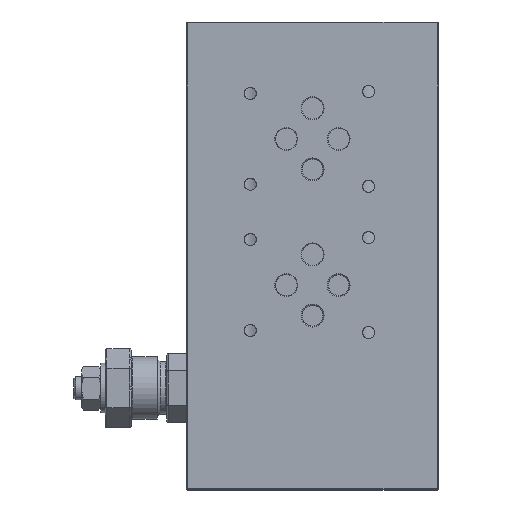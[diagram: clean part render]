
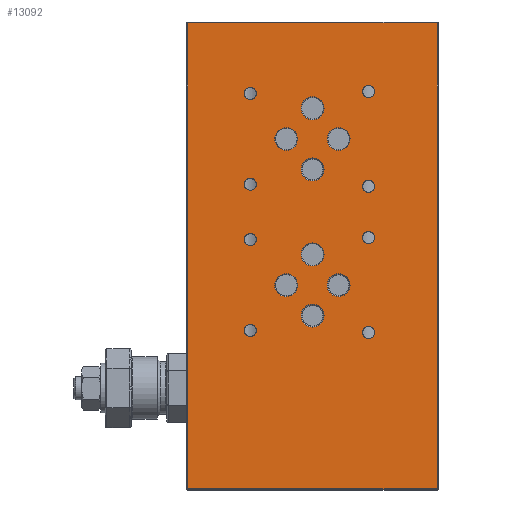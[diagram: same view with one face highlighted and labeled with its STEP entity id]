
A CAD part, top view. The second image highlights one B-rep face of the part: STEP entity #13092.
In plain terms, the highlighted planar face has unit normal (0, 0, 1).
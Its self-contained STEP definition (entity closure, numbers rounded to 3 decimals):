
#8352 = VERTEX_POINT('',#8353);
#8353 = CARTESIAN_POINT('',(988.1,15.052,
    62.));
#8358 = EDGE_CURVE('',#8352,#8352,#8359,.T.);
#8359 = CIRCLE('',#8360,3.92);
#8360 = AXIS2_PLACEMENT_3D('',#8361,#8362,#8363);
#8361 = CARTESIAN_POINT('',(984.18,15.052,
    62.));
#8362 = DIRECTION('',(0.,0.,1.));
#8363 = DIRECTION('',(1.,0.,0.));
#8400 = VERTEX_POINT('',#8401);
#8401 = CARTESIAN_POINT('',(997.027,25.468,
    62.));
#8406 = EDGE_CURVE('',#8400,#8400,#8407,.T.);
#8407 = CIRCLE('',#8408,3.92);
#8408 = AXIS2_PLACEMENT_3D('',#8409,#8410,#8411);
#8409 = CARTESIAN_POINT('',(993.108,25.468,
    62.));
#8410 = DIRECTION('',(0.,0.,1.));
#8411 = DIRECTION('',(1.,0.,0.));
#8474 = VERTEX_POINT('',#8475);
#8475 = CARTESIAN_POINT('',(988.1,65.045,
    62.));
#8480 = EDGE_CURVE('',#8474,#8474,#8481,.T.);
#8481 = CIRCLE('',#8482,3.92);
#8482 = AXIS2_PLACEMENT_3D('',#8483,#8484,#8485);
#8483 = CARTESIAN_POINT('',(984.18,65.045,
    62.));
#8484 = DIRECTION('',(0.,0.,1.));
#8485 = DIRECTION('',(1.,0.,0.));
#8498 = VERTEX_POINT('',#8499);
#8499 = CARTESIAN_POINT('',(979.073,25.468,
    62.));
#8504 = EDGE_CURVE('',#8498,#8498,#8505,.T.);
#8505 = CIRCLE('',#8506,3.92);
#8506 = AXIS2_PLACEMENT_3D('',#8507,#8508,#8509);
#8507 = CARTESIAN_POINT('',(975.154,25.468,
    62.));
#8508 = DIRECTION('',(0.,0.,1.));
#8509 = DIRECTION('',(1.,0.,0.));
#8540 = VERTEX_POINT('',#8541);
#8541 = CARTESIAN_POINT('',(988.1,35.982,
    62.));
#8546 = EDGE_CURVE('',#8540,#8540,#8547,.T.);
#8547 = CIRCLE('',#8548,3.92);
#8548 = AXIS2_PLACEMENT_3D('',#8549,#8550,#8551);
#8549 = CARTESIAN_POINT('',(984.18,35.982,
    62.));
#8550 = DIRECTION('',(0.,0.,1.));
#8551 = DIRECTION('',(1.,0.,0.));
#8564 = VERTEX_POINT('',#8565);
#8565 = CARTESIAN_POINT('',(979.073,75.46,
    62.));
#8570 = EDGE_CURVE('',#8564,#8564,#8571,.T.);
#8571 = CIRCLE('',#8572,3.92);
#8572 = AXIS2_PLACEMENT_3D('',#8573,#8574,#8575);
#8573 = CARTESIAN_POINT('',(975.154,75.46,
    62.));
#8574 = DIRECTION('',(0.,0.,1.));
#8575 = DIRECTION('',(1.,0.,0.));
#8589 = VERTEX_POINT('',#8590);
#8590 = CARTESIAN_POINT('',(997.027,75.46,
    62.));
#8595 = EDGE_CURVE('',#8589,#8589,#8596,.T.);
#8596 = CIRCLE('',#8597,3.92);
#8597 = AXIS2_PLACEMENT_3D('',#8598,#8599,#8600);
#8598 = CARTESIAN_POINT('',(993.108,75.46,
    62.));
#8599 = DIRECTION('',(0.,0.,1.));
#8600 = DIRECTION('',(1.,0.,0.));
#8631 = VERTEX_POINT('',#8632);
#8632 = CARTESIAN_POINT('',(988.1,85.975,
    62.));
#8637 = EDGE_CURVE('',#8631,#8631,#8638,.T.);
#8638 = CIRCLE('',#8639,3.92);
#8639 = AXIS2_PLACEMENT_3D('',#8640,#8641,#8642);
#8640 = CARTESIAN_POINT('',(984.18,85.975,
    62.));
#8641 = DIRECTION('',(0.,0.,1.));
#8642 = DIRECTION('',(1.,0.,0.));
#8926 = VERTEX_POINT('',#8927);
#8927 = CARTESIAN_POINT('',(941.381,115.186,
    62.));
#9001 = VERTEX_POINT('',#9002);
#9002 = CARTESIAN_POINT('',(941.381,-44.214,
    62.));
#9026 = EDGE_CURVE('',#8926,#9001,#9027,.T.);
#9027 = LINE('',#9028,#9029);
#9028 = CARTESIAN_POINT('',(941.381,-44.514,
    62.));
#9029 = VECTOR('',#9030,1.);
#9030 = DIRECTION('',(0.,-1.,0.));
#9048 = VERTEX_POINT('',#9049);
#9049 = CARTESIAN_POINT('',(1026.78,115.186,
    62.));
#9058 = EDGE_CURVE('',#9048,#8926,#9059,.T.);
#9059 = LINE('',#9060,#9061);
#9060 = CARTESIAN_POINT('',(941.081,115.186,
    62.));
#9061 = VECTOR('',#9062,1.);
#9062 = DIRECTION('',(-1.,0.,0.));
#13092 = ADVANCED_FACE('',(#13093,#13096,#13099,#13102,#13105,#13108,
    #13111,#13114,#13117,#13128,#13139,#13150,#13161,#13172,#13183,
    #13194,#13205),#13223,.T.);
#13093 = FACE_BOUND('',#13094,.T.);
#13094 = EDGE_LOOP('',(#13095));
#13095 = ORIENTED_EDGE('',*,*,#8358,.F.);
#13096 = FACE_BOUND('',#13097,.T.);
#13097 = EDGE_LOOP('',(#13098));
#13098 = ORIENTED_EDGE('',*,*,#8406,.F.);
#13099 = FACE_BOUND('',#13100,.T.);
#13100 = EDGE_LOOP('',(#13101));
#13101 = ORIENTED_EDGE('',*,*,#8480,.F.);
#13102 = FACE_BOUND('',#13103,.T.);
#13103 = EDGE_LOOP('',(#13104));
#13104 = ORIENTED_EDGE('',*,*,#8504,.F.);
#13105 = FACE_BOUND('',#13106,.T.);
#13106 = EDGE_LOOP('',(#13107));
#13107 = ORIENTED_EDGE('',*,*,#8546,.F.);
#13108 = FACE_BOUND('',#13109,.T.);
#13109 = EDGE_LOOP('',(#13110));
#13110 = ORIENTED_EDGE('',*,*,#8570,.F.);
#13111 = FACE_BOUND('',#13112,.T.);
#13112 = EDGE_LOOP('',(#13113));
#13113 = ORIENTED_EDGE('',*,*,#8595,.F.);
#13114 = FACE_BOUND('',#13115,.T.);
#13115 = EDGE_LOOP('',(#13116));
#13116 = ORIENTED_EDGE('',*,*,#8637,.F.);
#13117 = FACE_BOUND('',#13118,.T.);
#13118 = EDGE_LOOP('',(#13119));
#13119 = ORIENTED_EDGE('',*,*,#13120,.T.);
#13120 = EDGE_CURVE('',#13121,#13121,#13123,.T.);
#13121 = VERTEX_POINT('',#13122);
#13122 = CARTESIAN_POINT('',(1003.324,93.828,
    62.));
#13123 = CIRCLE('',#13124,2.1);
#13124 = AXIS2_PLACEMENT_3D('',#13125,#13126,#13127);
#13125 = CARTESIAN_POINT('',(1003.324,91.728,
    62.));
#13126 = DIRECTION('',(0.,0.,-1.));
#13127 = DIRECTION('',(0.,1.,0.));
#13128 = FACE_BOUND('',#13129,.T.);
#13129 = EDGE_LOOP('',(#13130));
#13130 = ORIENTED_EDGE('',*,*,#13131,.T.);
#13131 = EDGE_CURVE('',#13132,#13132,#13134,.T.);
#13132 = VERTEX_POINT('',#13133);
#13133 = CARTESIAN_POINT('',(1003.324,61.392,
    62.));
#13134 = CIRCLE('',#13135,2.1);
#13135 = AXIS2_PLACEMENT_3D('',#13136,#13137,#13138);
#13136 = CARTESIAN_POINT('',(1003.324,59.292,
    62.));
#13137 = DIRECTION('',(0.,0.,-1.));
#13138 = DIRECTION('',(0.,1.,0.));
#13139 = FACE_BOUND('',#13140,.T.);
#13140 = EDGE_LOOP('',(#13141));
#13141 = ORIENTED_EDGE('',*,*,#13142,.T.);
#13142 = EDGE_CURVE('',#13143,#13143,#13145,.T.);
#13143 = VERTEX_POINT('',#13144);
#13144 = CARTESIAN_POINT('',(1003.324,43.835,
    62.));
#13145 = CIRCLE('',#13146,2.1);
#13146 = AXIS2_PLACEMENT_3D('',#13147,#13148,#13149);
#13147 = CARTESIAN_POINT('',(1003.324,41.735,
    62.));
#13148 = DIRECTION('',(0.,0.,-1.));
#13149 = DIRECTION('',(0.,1.,0.));
#13150 = FACE_BOUND('',#13151,.T.);
#13151 = EDGE_LOOP('',(#13152));
#13152 = ORIENTED_EDGE('',*,*,#13153,.T.);
#13153 = EDGE_CURVE('',#13154,#13154,#13156,.T.);
#13154 = VERTEX_POINT('',#13155);
#13155 = CARTESIAN_POINT('',(1003.324,11.399,
    62.));
#13156 = CIRCLE('',#13157,2.1);
#13157 = AXIS2_PLACEMENT_3D('',#13158,#13159,#13160);
#13158 = CARTESIAN_POINT('',(1003.324,9.299,
    62.));
#13159 = DIRECTION('',(0.,0.,-1.));
#13160 = DIRECTION('',(0.,1.,0.));
#13161 = FACE_BOUND('',#13162,.T.);
#13162 = EDGE_LOOP('',(#13163));
#13163 = ORIENTED_EDGE('',*,*,#13164,.T.);
#13164 = EDGE_CURVE('',#13165,#13165,#13167,.T.);
#13165 = VERTEX_POINT('',#13166);
#13166 = CARTESIAN_POINT('',(962.854,12.093,
    62.));
#13167 = CIRCLE('',#13168,2.1);
#13168 = AXIS2_PLACEMENT_3D('',#13169,#13170,#13171);
#13169 = CARTESIAN_POINT('',(962.854,9.993,
    62.));
#13170 = DIRECTION('',(0.,0.,-1.));
#13171 = DIRECTION('',(0.,1.,0.));
#13172 = FACE_BOUND('',#13173,.T.);
#13173 = EDGE_LOOP('',(#13174));
#13174 = ORIENTED_EDGE('',*,*,#13175,.T.);
#13175 = EDGE_CURVE('',#13176,#13176,#13178,.T.);
#13176 = VERTEX_POINT('',#13177);
#13177 = CARTESIAN_POINT('',(962.854,93.141,
    62.));
#13178 = CIRCLE('',#13179,2.1);
#13179 = AXIS2_PLACEMENT_3D('',#13180,#13181,#13182);
#13180 = CARTESIAN_POINT('',(962.854,91.041,
    62.));
#13181 = DIRECTION('',(0.,0.,-1.));
#13182 = DIRECTION('',(0.,1.,0.));
#13183 = FACE_BOUND('',#13184,.T.);
#13184 = EDGE_LOOP('',(#13185));
#13185 = ORIENTED_EDGE('',*,*,#13186,.T.);
#13186 = EDGE_CURVE('',#13187,#13187,#13189,.T.);
#13187 = VERTEX_POINT('',#13188);
#13188 = CARTESIAN_POINT('',(962.854,62.086,
    62.));
#13189 = CIRCLE('',#13190,2.1);
#13190 = AXIS2_PLACEMENT_3D('',#13191,#13192,#13193);
#13191 = CARTESIAN_POINT('',(962.854,59.986,
    62.));
#13192 = DIRECTION('',(0.,0.,-1.));
#13193 = DIRECTION('',(0.,1.,0.));
#13194 = FACE_BOUND('',#13195,.T.);
#13195 = EDGE_LOOP('',(#13196));
#13196 = ORIENTED_EDGE('',*,*,#13197,.T.);
#13197 = EDGE_CURVE('',#13198,#13198,#13200,.T.);
#13198 = VERTEX_POINT('',#13199);
#13199 = CARTESIAN_POINT('',(962.854,43.141,
    62.));
#13200 = CIRCLE('',#13201,2.1);
#13201 = AXIS2_PLACEMENT_3D('',#13202,#13203,#13204);
#13202 = CARTESIAN_POINT('',(962.854,41.041,
    62.));
#13203 = DIRECTION('',(0.,0.,-1.));
#13204 = DIRECTION('',(0.,1.,0.));
#13205 = FACE_BOUND('',#13206,.T.);
#13206 = EDGE_LOOP('',(#13207,#13208,#13209,#13217));
#13207 = ORIENTED_EDGE('',*,*,#9058,.T.);
#13208 = ORIENTED_EDGE('',*,*,#9026,.T.);
#13209 = ORIENTED_EDGE('',*,*,#13210,.T.);
#13210 = EDGE_CURVE('',#9001,#13211,#13213,.T.);
#13211 = VERTEX_POINT('',#13212);
#13212 = CARTESIAN_POINT('',(1026.78,-44.214,
    62.));
#13213 = LINE('',#13214,#13215);
#13214 = CARTESIAN_POINT('',(1027.08,-44.214,
    62.));
#13215 = VECTOR('',#13216,1.);
#13216 = DIRECTION('',(1.,0.,0.));
#13217 = ORIENTED_EDGE('',*,*,#13218,.T.);
#13218 = EDGE_CURVE('',#13211,#9048,#13219,.T.);
#13219 = LINE('',#13220,#13221);
#13220 = CARTESIAN_POINT('',(1026.78,115.486,
    62.));
#13221 = VECTOR('',#13222,1.);
#13222 = DIRECTION('',(0.,1.,0.));
#13223 = PLANE('',#13224);
#13224 = AXIS2_PLACEMENT_3D('',#13225,#13226,#13227);
#13225 = CARTESIAN_POINT('',(941.081,-44.514,
    62.));
#13226 = DIRECTION('',(0.,0.,1.));
#13227 = DIRECTION('',(1.,0.,0.));
